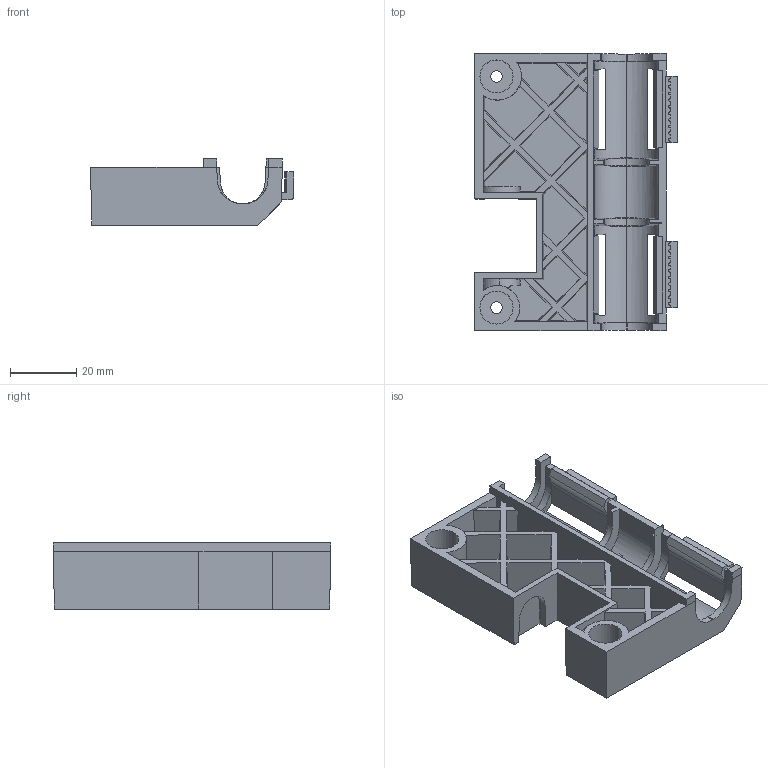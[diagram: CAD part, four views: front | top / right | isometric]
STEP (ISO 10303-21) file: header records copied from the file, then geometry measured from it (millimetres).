
FILE_DESCRIPTION (( 'STEP AP214' ), '1' );
FILE_NAME ('111111111.STEP', '2021-05-28T10:19:41', ( '' ), ( '' ), 'SwSTEP 2.0', 'SolidWorks 2018', '' );
FILE_SCHEMA (( 'AUTOMOTIVE_DESIGN' ));
Length unit declared in the file: millimetre
Products named in the file (1): 111111111
Bounding box: 61.4 x 84 x 20 mm (x, y, z)
Volume: 31642 mm3; surface area: 27623.8 mm2
Topology: 1 solids, 1 shells, 338 faces, 1023 edges, 682 vertices
Faces by surface type: plane 259, cylinder 78, bspline 1
Entity records: 11560 total; most frequent: CARTESIAN_POINT 2502, ORIENTED_EDGE 2046, DIRECTION 1692, EDGE_CURVE 1023, LINE 798, VECTOR 798, VERTEX_POINT 682, AXIS2_PLACEMENT_3D 447
